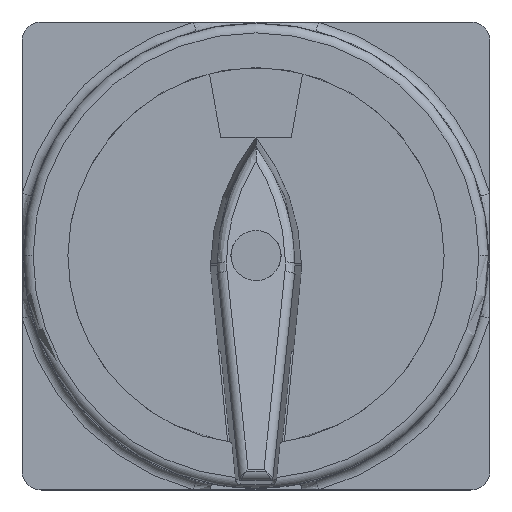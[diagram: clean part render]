
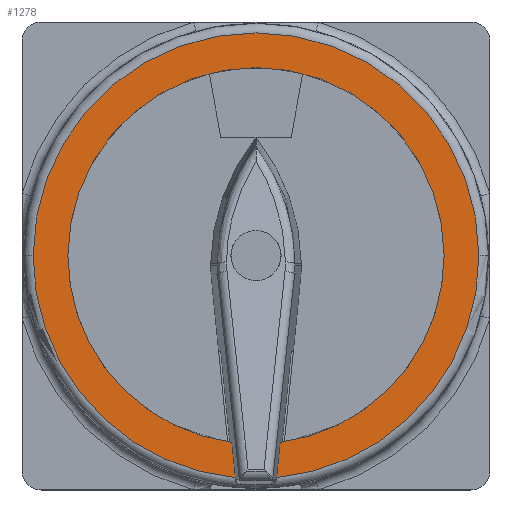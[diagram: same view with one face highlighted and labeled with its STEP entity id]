
A CAD part, top view. The second image highlights one B-rep face of the part: STEP entity #1278.
In plain terms, the highlighted planar face has unit normal (0, 0, 1).
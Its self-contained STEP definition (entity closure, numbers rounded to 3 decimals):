
#119 = ORIENTED_EDGE ( 'NONE', *, *, #7312, .T. ) ;
#176 = DIRECTION ( 'NONE',  ( 1., 0., 0. ) ) ;
#373 = EDGE_CURVE ( 'NONE', #3511, #11083, #1387, .T. ) ;
#397 = VECTOR ( 'NONE', #10208, 1000. ) ;
#567 = VERTEX_POINT ( 'NONE', #10660 ) ;
#593 = DIRECTION ( 'NONE',  ( 0., 0., 1. ) ) ;
#864 = VERTEX_POINT ( 'NONE', #3865 ) ;
#1001 = CIRCLE ( 'NONE', #9305, 19.5 ) ;
#1131 = CARTESIAN_POINT ( 'NONE',  ( 28.619, 23.818, 21.1 ) ) ;
#1147 = VERTEX_POINT ( 'NONE', #4045 ) ;
#1278 = ADVANCED_FACE ( 'NONE', ( #10993 ), #10872, .T. ) ;
#1343 = AXIS2_PLACEMENT_3D ( 'NONE', #3118, #9182, #3987 ) ;
#1387 = CIRCLE ( 'NONE', #1343, 19.5 ) ;
#2105 = VERTEX_POINT ( 'NONE', #7001 ) ;
#2113 = ORIENTED_EDGE ( 'NONE', *, *, #9294, .F. ) ;
#3118 = CARTESIAN_POINT ( 'NONE',  ( 24.25, 24.25, 21.1 ) ) ;
#3171 = EDGE_CURVE ( 'NONE', #2105, #864, #7474, .T. ) ;
#3405 = CARTESIAN_POINT ( 'NONE',  ( 43.75, 24.25, 21.1 ) ) ;
#3511 = VERTEX_POINT ( 'NONE', #4513 ) ;
#3576 = DIRECTION ( 'NONE',  ( 0., 0., 1. ) ) ;
#3865 = CARTESIAN_POINT ( 'NONE',  ( 22.114, 1.249, 21.1 ) ) ;
#3965 = EDGE_CURVE ( 'NONE', #567, #2105, #9847, .T. ) ;
#3987 = DIRECTION ( 'NONE',  ( 1., 0., 0. ) ) ;
#4045 = CARTESIAN_POINT ( 'NONE',  ( 26.386, 1.249, 21.1 ) ) ;
#4122 = EDGE_CURVE ( 'NONE', #10221, #3511, #10705, .T. ) ;
#4205 = CARTESIAN_POINT ( 'NONE',  ( 19.881, 23.818, 21.1 ) ) ;
#4270 = CARTESIAN_POINT ( 'NONE',  ( 24.25, 24.25, 21.1 ) ) ;
#4372 = LINE ( 'NONE', #1131, #6141 ) ;
#4513 = CARTESIAN_POINT ( 'NONE',  ( 4.75, 24.25, 21.1 ) ) ;
#4542 = ORIENTED_EDGE ( 'NONE', *, *, #4122, .F. ) ;
#4578 = ORIENTED_EDGE ( 'NONE', *, *, #7664, .T. ) ;
#4684 = DIRECTION ( 'NONE',  ( 0., 0., 1. ) ) ;
#4779 = AXIS2_PLACEMENT_3D ( 'NONE', #10083, #593, #6691 ) ;
#4844 = CARTESIAN_POINT ( 'NONE',  ( 24.25, 24.25, 21.1 ) ) ;
#5134 = DIRECTION ( 'NONE',  ( 1., 0., 0. ) ) ;
#5389 = DIRECTION ( 'NONE',  ( 0., 0., 1. ) ) ;
#5465 = AXIS2_PLACEMENT_3D ( 'NONE', #4844, #10793, #5722 ) ;
#5508 = EDGE_CURVE ( 'NONE', #864, #11083, #7366, .T. ) ;
#5654 = VERTEX_POINT ( 'NONE', #8720 ) ;
#5722 = DIRECTION ( 'NONE',  ( 1., 0., 0. ) ) ;
#6075 = ORIENTED_EDGE ( 'NONE', *, *, #3965, .T. ) ;
#6113 = CARTESIAN_POINT ( 'NONE',  ( 21.752, 4.911, 21.1 ) ) ;
#6141 = VECTOR ( 'NONE', #9766, 1000. ) ;
#6452 = ORIENTED_EDGE ( 'NONE', *, *, #5508, .T. ) ;
#6691 = DIRECTION ( 'NONE',  ( 1., 0., 0. ) ) ;
#7001 = CARTESIAN_POINT ( 'NONE',  ( 1.15, 24.25, 21.1 ) ) ;
#7312 = EDGE_CURVE ( 'NONE', #1147, #567, #9661, .T. ) ;
#7366 = LINE ( 'NONE', #4205, #397 ) ;
#7474 = CIRCLE ( 'NONE', #8632, 23.1 ) ;
#7537 = ORIENTED_EDGE ( 'NONE', *, *, #3171, .T. ) ;
#7664 = EDGE_CURVE ( 'NONE', #5654, #1147, #4372, .T. ) ;
#7713 = AXIS2_PLACEMENT_3D ( 'NONE', #4270, #10268, #5134 ) ;
#8570 = ORIENTED_EDGE ( 'NONE', *, *, #373, .F. ) ;
#8632 = AXIS2_PLACEMENT_3D ( 'NONE', #10490, #5389, #176 ) ;
#8720 = CARTESIAN_POINT ( 'NONE',  ( 26.748, 4.911, 21.1 ) ) ;
#8764 = CARTESIAN_POINT ( 'NONE',  ( 24.25, 24.25, 21.1 ) ) ;
#9182 = DIRECTION ( 'NONE',  ( 0., 0., 1. ) ) ;
#9294 = EDGE_CURVE ( 'NONE', #5654, #10221, #1001, .T. ) ;
#9305 = AXIS2_PLACEMENT_3D ( 'NONE', #9859, #4684, #10656 ) ;
#9625 = DIRECTION ( 'NONE',  ( 1., 0., 0. ) ) ;
#9661 = CIRCLE ( 'NONE', #7713, 23.1 ) ;
#9718 = AXIS2_PLACEMENT_3D ( 'NONE', #8764, #3576, #9625 ) ;
#9766 = DIRECTION ( 'NONE',  ( -0.098, -0.995, 0. ) ) ;
#9847 = CIRCLE ( 'NONE', #9718, 23.1 ) ;
#9859 = CARTESIAN_POINT ( 'NONE',  ( 24.25, 24.25, 21.1 ) ) ;
#10083 = CARTESIAN_POINT ( 'NONE',  ( 24.25, 24.25, 21.1 ) ) ;
#10208 = DIRECTION ( 'NONE',  ( -0.098, 0.995, 0. ) ) ;
#10221 = VERTEX_POINT ( 'NONE', #3405 ) ;
#10268 = DIRECTION ( 'NONE',  ( 0., 0., 1. ) ) ;
#10490 = CARTESIAN_POINT ( 'NONE',  ( 24.25, 24.25, 21.1 ) ) ;
#10656 = DIRECTION ( 'NONE',  ( 1., 0., 0. ) ) ;
#10660 = CARTESIAN_POINT ( 'NONE',  ( 47.35, 24.25, 21.1 ) ) ;
#10705 = CIRCLE ( 'NONE', #5465, 19.5 ) ;
#10793 = DIRECTION ( 'NONE',  ( 0., 0., 1. ) ) ;
#10872 = PLANE ( 'NONE',  #4779 ) ;
#10923 = EDGE_LOOP ( 'NONE', ( #4578, #119, #6075, #7537, #6452, #8570, #4542, #2113 ) ) ;
#10993 = FACE_OUTER_BOUND ( 'NONE', #10923, .T. ) ;
#11083 = VERTEX_POINT ( 'NONE', #6113 ) ;
